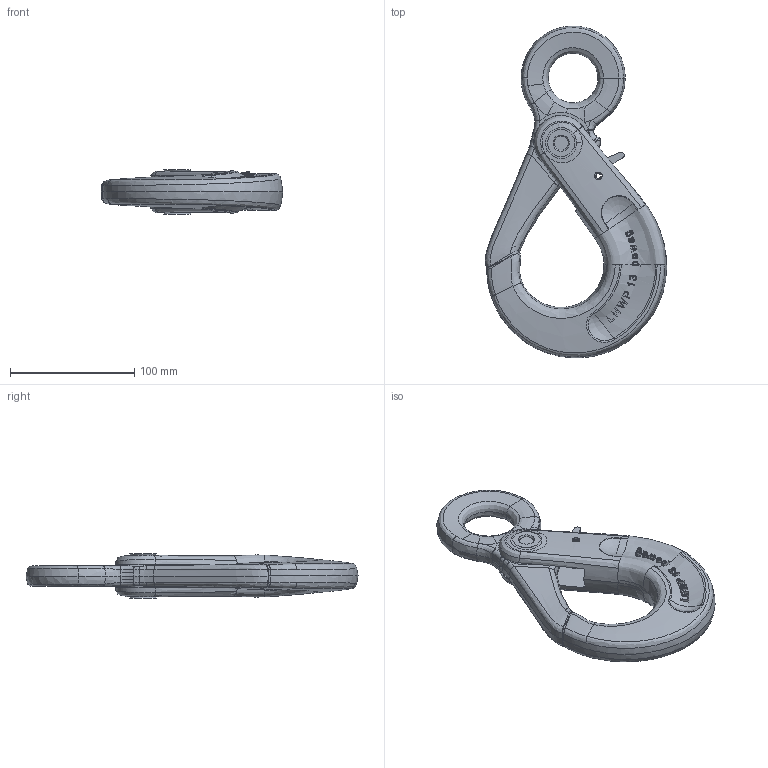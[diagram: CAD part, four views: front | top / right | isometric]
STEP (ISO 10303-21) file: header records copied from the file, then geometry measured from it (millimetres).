
FILE_DESCRIPTION(/* description */ (''),/* implementation_level */ '2;1');
FILE_NAME(/* name */ 'pewag_LHWP_13',/* time_stamp */ '2010-02-16T11:55:20+01:00',/* author */ (''),/* organization */ (''),/* preprocessor_version */ 'ST-DEVELOPER v9',/* originating_system */ 'UGS - NX 4.0',/* authorisation */ '');
FILE_SCHEMA (('AUTOMOTIVE_DESIGN { 1 0 10303 214 1 1 1 1 }'));
Products named in the file (1): ritDE8Fxdl7
Bounding box: 146.23 x 267.72 x 35.5 mm (x, y, z)
Volume: 405517.3 mm3; surface area: 77721 mm2
Topology: 5 solids, 5 shells, 459 faces, 1240 edges, 802 vertices
Faces by surface type: bspline 196, plane 129, extrusion 88, cylinder 37, cone 6, torus 3
Full cylindrical faces by diameter (mm): 6.25 x2, 6.5 x2, 18 x1, 18.05 x2, 18.25 x1
Entity records: 44099 total; most frequent: CARTESIAN_POINT 35076, ORIENTED_EDGE 2438, EDGE_CURVE 1219, B_SPLINE_CURVE_WITH_KNOTS 989, VERTEX_POINT 799, DIRECTION 798, EDGE_LOOP 504, ADVANCED_FACE 459
